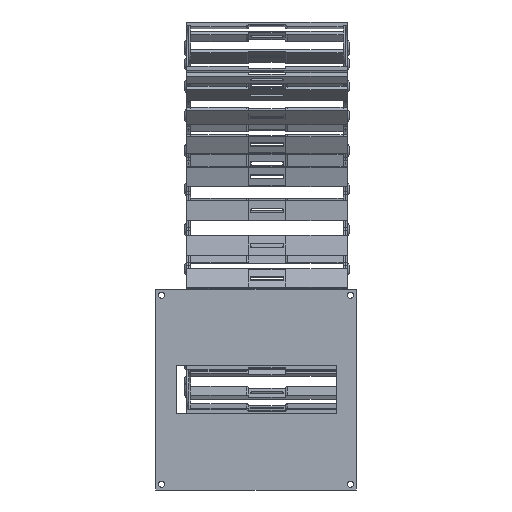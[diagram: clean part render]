
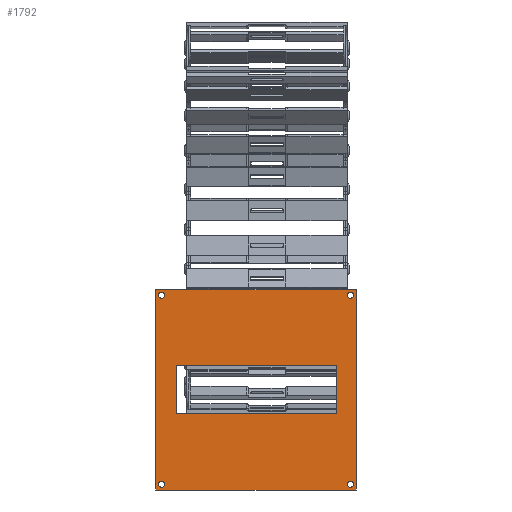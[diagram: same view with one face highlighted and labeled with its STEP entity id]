
A CAD part, left-side view. The second image highlights one B-rep face of the part: STEP entity #1792.
In plain terms, the highlighted face is planar.
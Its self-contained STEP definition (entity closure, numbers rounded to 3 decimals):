
#184=PLANE('',#1912);
#254=LINE('',#2740,#412);
#257=LINE('',#2745,#415);
#271=LINE('',#2793,#429);
#273=LINE('',#2797,#431);
#275=LINE('',#2801,#433);
#277=LINE('',#2804,#435);
#278=LINE('',#2807,#436);
#280=LINE('',#2810,#438);
#412=VECTOR('',#2158,100.);
#415=VECTOR('',#2163,100.);
#429=VECTOR('',#2217,24.);
#431=VECTOR('',#2221,80.);
#433=VECTOR('',#2225,24.);
#435=VECTOR('',#2229,80.);
#436=VECTOR('',#2232,100.);
#438=VECTOR('',#2236,100.);
#554=FACE_BOUND('',#720,.T.);
#555=FACE_BOUND('',#721,.T.);
#556=FACE_BOUND('',#722,.T.);
#557=FACE_BOUND('',#723,.T.);
#558=FACE_BOUND('',#724,.T.);
#610=FACE_OUTER_BOUND('',#719,.T.);
#719=EDGE_LOOP('',(#1423,#1424,#1425,#1426));
#720=EDGE_LOOP('',(#1427));
#721=EDGE_LOOP('',(#1428));
#722=EDGE_LOOP('',(#1429));
#723=EDGE_LOOP('',(#1430));
#724=EDGE_LOOP('',(#1431,#1432,#1433,#1434));
#801=CIRCLE('',#1856,1.5);
#803=CIRCLE('',#1859,1.5);
#805=CIRCLE('',#1862,1.5);
#807=CIRCLE('',#1865,1.5);
#879=VERTEX_POINT('',#2635);
#881=VERTEX_POINT('',#2640);
#883=VERTEX_POINT('',#2645);
#885=VERTEX_POINT('',#2650);
#919=VERTEX_POINT('',#2737);
#920=VERTEX_POINT('',#2739);
#921=VERTEX_POINT('',#2743);
#934=VERTEX_POINT('',#2790);
#935=VERTEX_POINT('',#2792);
#936=VERTEX_POINT('',#2796);
#937=VERTEX_POINT('',#2800);
#938=VERTEX_POINT('',#2806);
#1037=EDGE_CURVE('',#879,#879,#801,.T.);
#1039=EDGE_CURVE('',#881,#881,#803,.T.);
#1041=EDGE_CURVE('',#883,#883,#805,.T.);
#1043=EDGE_CURVE('',#885,#885,#807,.T.);
#1086=EDGE_CURVE('',#920,#919,#254,.T.);
#1089=EDGE_CURVE('',#919,#921,#257,.T.);
#1111=EDGE_CURVE('',#935,#934,#271,.T.);
#1113=EDGE_CURVE('',#936,#935,#273,.T.);
#1115=EDGE_CURVE('',#937,#936,#275,.T.);
#1117=EDGE_CURVE('',#934,#937,#277,.T.);
#1118=EDGE_CURVE('',#938,#920,#278,.T.);
#1120=EDGE_CURVE('',#921,#938,#280,.T.);
#1423=ORIENTED_EDGE('',*,*,#1089,.T.);
#1424=ORIENTED_EDGE('',*,*,#1120,.T.);
#1425=ORIENTED_EDGE('',*,*,#1118,.T.);
#1426=ORIENTED_EDGE('',*,*,#1086,.T.);
#1427=ORIENTED_EDGE('',*,*,#1037,.T.);
#1428=ORIENTED_EDGE('',*,*,#1039,.T.);
#1429=ORIENTED_EDGE('',*,*,#1041,.T.);
#1430=ORIENTED_EDGE('',*,*,#1043,.T.);
#1431=ORIENTED_EDGE('',*,*,#1115,.T.);
#1432=ORIENTED_EDGE('',*,*,#1113,.T.);
#1433=ORIENTED_EDGE('',*,*,#1111,.T.);
#1434=ORIENTED_EDGE('',*,*,#1117,.T.);
#1792=ADVANCED_FACE('',(#610,#554,#555,#556,#557,#558),#184,.T.);
#1856=AXIS2_PLACEMENT_3D('',#2636,#2065,#2066);
#1859=AXIS2_PLACEMENT_3D('',#2641,#2071,#2072);
#1862=AXIS2_PLACEMENT_3D('',#2646,#2077,#2078);
#1865=AXIS2_PLACEMENT_3D('',#2651,#2083,#2084);
#1912=AXIS2_PLACEMENT_3D('',#2811,#2237,#2238);
#2065=DIRECTION('center_axis',(0.,0.,1.));
#2066=DIRECTION('ref_axis',(1.,0.,0.));
#2071=DIRECTION('center_axis',(0.,0.,1.));
#2072=DIRECTION('ref_axis',(1.,0.,0.));
#2077=DIRECTION('center_axis',(0.,0.,1.));
#2078=DIRECTION('ref_axis',(1.,0.,0.));
#2083=DIRECTION('center_axis',(0.,0.,1.));
#2084=DIRECTION('ref_axis',(1.,0.,0.));
#2158=DIRECTION('',(0.,1.,0.));
#2163=DIRECTION('',(1.,0.,0.));
#2217=DIRECTION('',(0.,-1.,0.));
#2221=DIRECTION('',(-1.,0.,0.));
#2225=DIRECTION('',(0.,1.,0.));
#2229=DIRECTION('',(1.,0.,0.));
#2232=DIRECTION('',(-1.,0.,0.));
#2236=DIRECTION('',(0.,-1.,0.));
#2237=DIRECTION('center_axis',(0.,0.,-1.));
#2238=DIRECTION('ref_axis',(-1.,0.,0.));
#2635=CARTESIAN_POINT('',(45.638,-47.138,-4.));
#2636=CARTESIAN_POINT('Origin',(47.138,-47.138,-4.));
#2640=CARTESIAN_POINT('',(-48.638,47.138,-4.));
#2641=CARTESIAN_POINT('Origin',(-47.138,47.138,-4.));
#2645=CARTESIAN_POINT('',(45.638,47.138,-4.));
#2646=CARTESIAN_POINT('Origin',(47.138,47.138,-4.));
#2650=CARTESIAN_POINT('',(-48.638,-47.138,-4.));
#2651=CARTESIAN_POINT('Origin',(-47.138,-47.138,-4.));
#2737=CARTESIAN_POINT('',(-50.,50.,-4.));
#2739=CARTESIAN_POINT('',(-50.,-50.,-4.));
#2740=CARTESIAN_POINT('',(-50.,-50.,-4.));
#2743=CARTESIAN_POINT('',(50.,50.,-4.));
#2745=CARTESIAN_POINT('',(-50.,50.,-4.));
#2790=CARTESIAN_POINT('',(-40.222,-12.016,-4.));
#2792=CARTESIAN_POINT('',(-40.222,11.984,-4.));
#2793=CARTESIAN_POINT('',(-40.222,5.992,-4.));
#2796=CARTESIAN_POINT('',(39.778,11.984,-4.));
#2797=CARTESIAN_POINT('',(19.889,11.984,-4.));
#2800=CARTESIAN_POINT('',(39.778,-12.016,-4.));
#2801=CARTESIAN_POINT('',(39.778,-6.008,-4.));
#2804=CARTESIAN_POINT('',(-20.111,-12.016,-4.));
#2806=CARTESIAN_POINT('',(50.,-50.,-4.));
#2807=CARTESIAN_POINT('',(50.,-50.,-4.));
#2810=CARTESIAN_POINT('',(50.,50.,-4.));
#2811=CARTESIAN_POINT('Origin',(0.,0.,-4.));
